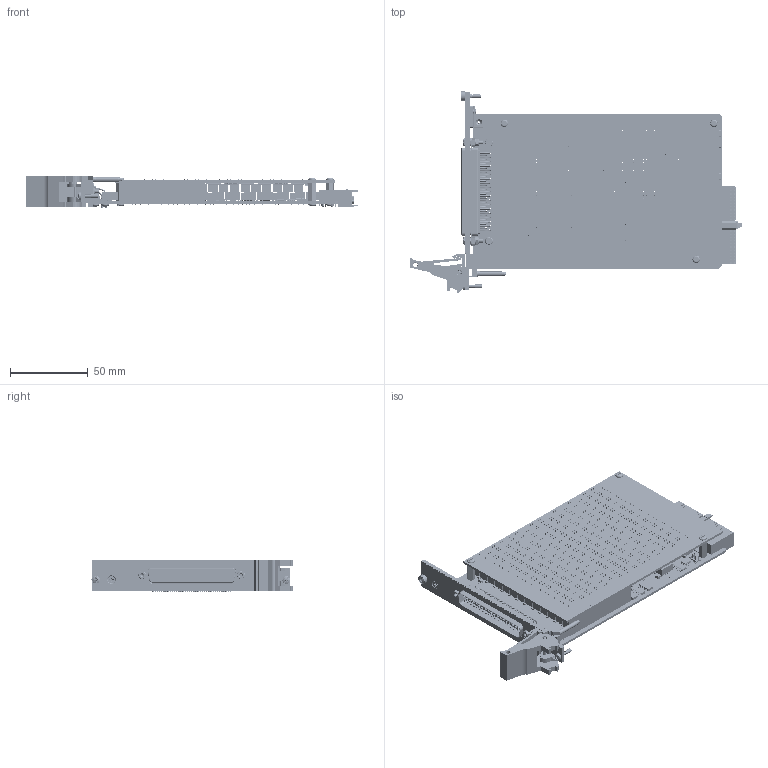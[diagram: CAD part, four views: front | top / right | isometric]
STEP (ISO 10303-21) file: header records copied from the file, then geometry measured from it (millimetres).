
FILE_DESCRIPTION (( 'STEP AP214' ), '1' );
FILE_NAME ('40-587A-001 PXI 16x16 1 Pole EMR Matrix.STEP', '2013-09-03T11:40:06', ( 'admin' ), ( '' ), 'SwSTEP 2.0', 'SolidWorks 2012', '' );
FILE_SCHEMA (( 'AUTOMOTIVE_DESIGN' ));
Length unit declared in the file: millimetre
Products named in the file (1): 40-587A-001 PXI 16x16 1 Pole EMR Matrix
Bounding box: 214.01 x 129.67 x 20.3 mm (x, y, z)
Surface area: 110481.1 mm2 (no closed solid volume)
Topology: 0 solids, 3608 shells, 10025 faces, 34252 edges, 26041 vertices
Faces by surface type: cylinder 4904, plane 4712, sphere 214, cone 121, torus 72, bspline 2
Full cylindrical faces by diameter (mm): 0.278 x5, 0.4 x2050, 0.5 x86, 0.6 x653, 0.711 x37, 0.75 x581, 0.8 x23, 0.9 x111, 1 x14, 1.496 x2, 2 x5, 2.05 x4, 2.304 x1, 2.5 x20, 2.6 x3, 2.7 x1, 2.8 x1, 3 x3, 3.2 x2, 4.35 x1, 4.7 x1, 4.85 x6, 5 x5, 5.2 x3, 5.3 x1, 5.7 x2, 5.9 x1, 6 x1
Entity records: 473288 total; most frequent: CARTESIAN_POINT 73233, DIRECTION 62818, ORIENTED_EDGE 40210, EDGE_CURVE 30110, VERTEX_POINT 25887, AXIS2_PLACEMENT_3D 23490, EDGE_LOOP 18986, LINE 15838
